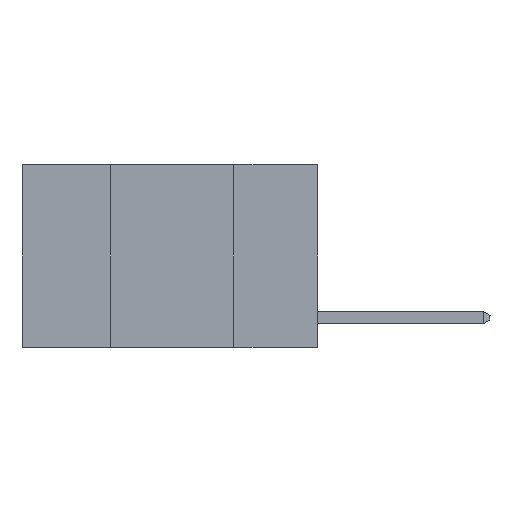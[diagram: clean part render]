
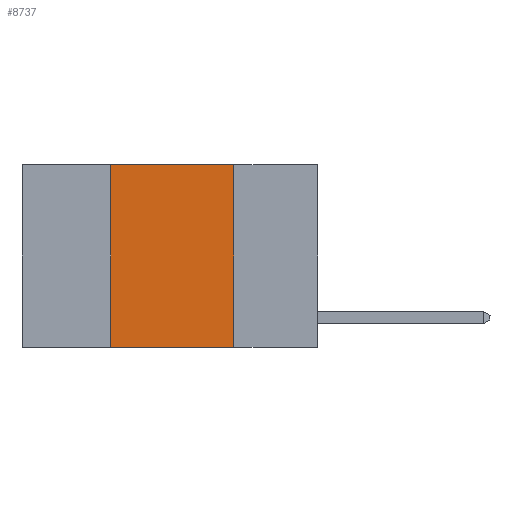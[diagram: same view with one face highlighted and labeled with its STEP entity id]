
A CAD part, left-side view. The second image highlights one B-rep face of the part: STEP entity #8737.
In plain terms, the highlighted planar face has unit normal (-1, 0, 0).
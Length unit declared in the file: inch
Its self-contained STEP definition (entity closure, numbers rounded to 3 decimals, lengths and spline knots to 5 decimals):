
#684 = ORIENTED_EDGE ( 'NONE', *, *, #2751, .F. ) ;
#1426 = ORIENTED_EDGE ( 'NONE', *, *, #13732, .F. ) ;
#2351 = CARTESIAN_POINT ( 'NONE',  ( 0., 0.17, 0. ) ) ;
#2428 = CARTESIAN_POINT ( 'NONE',  ( 0., 0.6, -0.37 ) ) ;
#2751 = EDGE_CURVE ( 'NONE', #6544, #9183, #2758, .T. ) ;
#2758 = LINE ( 'NONE', #7398, #18800 ) ;
#4753 = VECTOR ( 'NONE', #15675, 39.37008 ) ;
#6544 = VERTEX_POINT ( 'NONE', #8549 ) ;
#7039 = CARTESIAN_POINT ( 'NONE',  ( 0., 0.17, 0. ) ) ;
#7398 = CARTESIAN_POINT ( 'NONE',  ( 0., 0.6, 0. ) ) ;
#8419 = VECTOR ( 'NONE', #17763, 39.37008 ) ;
#8549 = CARTESIAN_POINT ( 'NONE',  ( 0., 0.42, 0. ) ) ;
#8648 = DIRECTION ( 'NONE',  ( 0., -1., 0. ) ) ;
#8737 = ADVANCED_FACE ( 'NONE', ( #15352 ), #18479, .F. ) ;
#9183 = VERTEX_POINT ( 'NONE', #2351 ) ;
#9586 = VECTOR ( 'NONE', #12919, 39.37008 ) ;
#9665 = AXIS2_PLACEMENT_3D ( 'NONE', #16996, #15447, #16804 ) ;
#10160 = ORIENTED_EDGE ( 'NONE', *, *, #12440, .F. ) ;
#10219 = CARTESIAN_POINT ( 'NONE',  ( 0., 0.42, 0. ) ) ;
#10390 = CARTESIAN_POINT ( 'NONE',  ( 0., 0.42, -0.37 ) ) ;
#10496 = VERTEX_POINT ( 'NONE', #10997 ) ;
#10956 = EDGE_LOOP ( 'NONE', ( #10160, #684, #1426, #11353 ) ) ;
#10997 = CARTESIAN_POINT ( 'NONE',  ( 0., 0.17, -0.37 ) ) ;
#11353 = ORIENTED_EDGE ( 'NONE', *, *, #14987, .T. ) ;
#12440 = EDGE_CURVE ( 'NONE', #9183, #10496, #19141, .T. ) ;
#12919 = DIRECTION ( 'NONE',  ( 0., 0., -1. ) ) ;
#13013 = LINE ( 'NONE', #10219, #8419 ) ;
#13732 = EDGE_CURVE ( 'NONE', #16985, #6544, #13013, .T. ) ;
#14987 = EDGE_CURVE ( 'NONE', #16985, #10496, #16114, .T. ) ;
#15352 = FACE_OUTER_BOUND ( 'NONE', #10956, .T. ) ;
#15447 = DIRECTION ( 'NONE',  ( 1., 0., 0. ) ) ;
#15675 = DIRECTION ( 'NONE',  ( 0., -1., 0. ) ) ;
#16114 = LINE ( 'NONE', #2428, #4753 ) ;
#16804 = DIRECTION ( 'NONE',  ( 0., 0., -1. ) ) ;
#16985 = VERTEX_POINT ( 'NONE', #10390 ) ;
#16996 = CARTESIAN_POINT ( 'NONE',  ( 0., 0.6, 0. ) ) ;
#17763 = DIRECTION ( 'NONE',  ( 0., 0., 1. ) ) ;
#18479 = PLANE ( 'NONE',  #9665 ) ;
#18800 = VECTOR ( 'NONE', #8648, 39.37008 ) ;
#19141 = LINE ( 'NONE', #7039, #9586 ) ;
